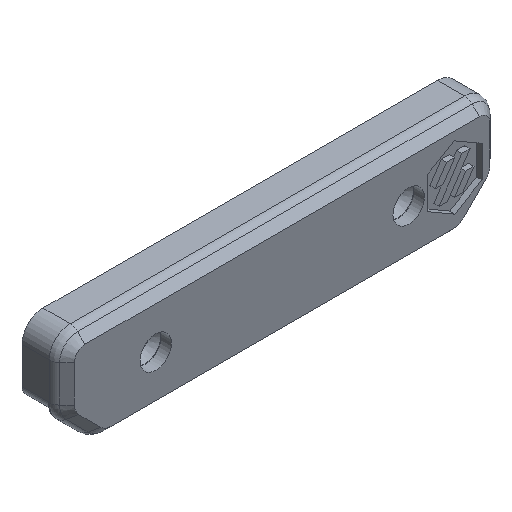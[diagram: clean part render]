
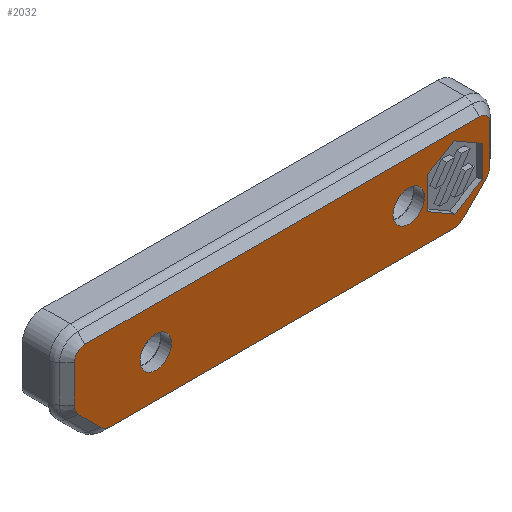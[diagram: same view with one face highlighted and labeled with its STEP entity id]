
A CAD part, isometric view. The second image highlights one B-rep face of the part: STEP entity #2032.
In plain terms, the highlighted planar face has unit normal (0, -1, 0).
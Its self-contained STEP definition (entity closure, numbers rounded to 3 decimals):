
#45=CIRCLE('',#2091,3.);
#54=CIRCLE('',#2104,2.8);
#56=CIRCLE('',#2108,2.8);
#62=CIRCLE('',#2120,2.);
#91=CIRCLE('',#2177,3.);
#100=CIRCLE('',#2190,2.8);
#102=CIRCLE('',#2194,2.8);
#108=CIRCLE('',#2206,2.);
#186=FACE_BOUND('',#417,.T.);
#187=FACE_BOUND('',#418,.T.);
#188=FACE_BOUND('',#419,.T.);
#292=FACE_OUTER_BOUND('',#416,.T.);
#416=EDGE_LOOP('',(#1709,#1710,#1711,#1712,#1713,#1714,#1715,#1716,#1717,
#1718,#1719,#1720));
#417=EDGE_LOOP('',(#1721,#1722,#1723,#1724,#1725,#1726));
#418=EDGE_LOOP('',(#1727));
#419=EDGE_LOOP('',(#1728));
#460=LINE('',#2960,#648);
#462=LINE('',#2964,#650);
#464=LINE('',#2968,#652);
#466=LINE('',#2972,#654);
#468=LINE('',#2976,#656);
#470=LINE('',#2979,#658);
#508=LINE('',#3087,#696);
#520=LINE('',#3123,#708);
#560=LINE('',#3303,#748);
#574=LINE('',#3341,#762);
#605=LINE('',#3478,#793);
#606=LINE('',#3479,#794);
#648=VECTOR('',#2311,10.);
#650=VECTOR('',#2315,10.);
#652=VECTOR('',#2319,10.);
#654=VECTOR('',#2323,10.);
#656=VECTOR('',#2327,10.);
#658=VECTOR('',#2331,10.);
#696=VECTOR('',#2437,10.);
#708=VECTOR('',#2473,10.);
#748=VECTOR('',#2661,10.);
#762=VECTOR('',#2699,10.);
#793=VECTOR('',#2850,10.);
#794=VECTOR('',#2851,10.);
#835=VERTEX_POINT('',#2957);
#836=VERTEX_POINT('',#2959);
#837=VERTEX_POINT('',#2963);
#838=VERTEX_POINT('',#2967);
#839=VERTEX_POINT('',#2971);
#840=VERTEX_POINT('',#2975);
#857=VERTEX_POINT('',#3041);
#873=VERTEX_POINT('',#3077);
#874=VERTEX_POINT('',#3079);
#876=VERTEX_POINT('',#3085);
#878=VERTEX_POINT('',#3091);
#888=VERTEX_POINT('',#3122);
#890=VERTEX_POINT('',#3128);
#926=VERTEX_POINT('',#3258);
#942=VERTEX_POINT('',#3294);
#943=VERTEX_POINT('',#3296);
#945=VERTEX_POINT('',#3302);
#947=VERTEX_POINT('',#3308);
#957=VERTEX_POINT('',#3339);
#959=VERTEX_POINT('',#3345);
#1018=EDGE_CURVE('',#836,#835,#460,.T.);
#1020=EDGE_CURVE('',#837,#836,#462,.T.);
#1022=EDGE_CURVE('',#838,#837,#464,.T.);
#1024=EDGE_CURVE('',#839,#838,#466,.T.);
#1026=EDGE_CURVE('',#840,#839,#468,.T.);
#1028=EDGE_CURVE('',#835,#840,#470,.T.);
#1057=EDGE_CURVE('',#857,#857,#45,.T.);
#1074=EDGE_CURVE('',#873,#874,#54,.T.);
#1078=EDGE_CURVE('',#876,#873,#508,.T.);
#1081=EDGE_CURVE('',#878,#876,#56,.T.);
#1096=EDGE_CURVE('',#874,#888,#520,.T.);
#1099=EDGE_CURVE('',#888,#890,#62,.T.);
#1159=EDGE_CURVE('',#926,#926,#91,.T.);
#1176=EDGE_CURVE('',#943,#942,#100,.T.);
#1179=EDGE_CURVE('',#945,#943,#560,.T.);
#1182=EDGE_CURVE('',#947,#945,#102,.T.);
#1199=EDGE_CURVE('',#942,#957,#574,.T.);
#1202=EDGE_CURVE('',#957,#959,#108,.T.);
#1263=EDGE_CURVE('',#890,#959,#605,.T.);
#1264=EDGE_CURVE('',#947,#878,#606,.T.);
#1709=ORIENTED_EDGE('',*,*,#1263,.F.);
#1710=ORIENTED_EDGE('',*,*,#1099,.F.);
#1711=ORIENTED_EDGE('',*,*,#1096,.F.);
#1712=ORIENTED_EDGE('',*,*,#1074,.F.);
#1713=ORIENTED_EDGE('',*,*,#1078,.F.);
#1714=ORIENTED_EDGE('',*,*,#1081,.F.);
#1715=ORIENTED_EDGE('',*,*,#1264,.F.);
#1716=ORIENTED_EDGE('',*,*,#1182,.T.);
#1717=ORIENTED_EDGE('',*,*,#1179,.T.);
#1718=ORIENTED_EDGE('',*,*,#1176,.T.);
#1719=ORIENTED_EDGE('',*,*,#1199,.T.);
#1720=ORIENTED_EDGE('',*,*,#1202,.T.);
#1721=ORIENTED_EDGE('',*,*,#1018,.T.);
#1722=ORIENTED_EDGE('',*,*,#1028,.T.);
#1723=ORIENTED_EDGE('',*,*,#1026,.T.);
#1724=ORIENTED_EDGE('',*,*,#1024,.T.);
#1725=ORIENTED_EDGE('',*,*,#1022,.T.);
#1726=ORIENTED_EDGE('',*,*,#1020,.T.);
#1727=ORIENTED_EDGE('',*,*,#1057,.T.);
#1728=ORIENTED_EDGE('',*,*,#1159,.F.);
#1918=PLANE('',#2263);
#2032=ADVANCED_FACE('',(#292,#186,#187,#188),#1918,.F.);
#2091=AXIS2_PLACEMENT_3D('',#3042,#2396,#2397);
#2104=AXIS2_PLACEMENT_3D('',#3080,#2430,#2431);
#2108=AXIS2_PLACEMENT_3D('',#3093,#2443,#2444);
#2120=AXIS2_PLACEMENT_3D('',#3129,#2479,#2480);
#2177=AXIS2_PLACEMENT_3D('',#3259,#2621,#2622);
#2190=AXIS2_PLACEMENT_3D('',#3297,#2655,#2656);
#2194=AXIS2_PLACEMENT_3D('',#3309,#2667,#2668);
#2206=AXIS2_PLACEMENT_3D('',#3347,#2705,#2706);
#2263=AXIS2_PLACEMENT_3D('',#3477,#2848,#2849);
#2311=DIRECTION('',(0.,0.,-1.));
#2315=DIRECTION('',(0.866,0.,-0.5));
#2319=DIRECTION('',(0.866,0.,0.5));
#2323=DIRECTION('',(0.,0.,1.));
#2327=DIRECTION('',(-0.866,0.,0.5));
#2331=DIRECTION('',(-0.866,0.,-0.5));
#2396=DIRECTION('center_axis',(0.,1.,0.));
#2397=DIRECTION('ref_axis',(1.,0.,0.));
#2430=DIRECTION('center_axis',(0.,1.,0.));
#2431=DIRECTION('ref_axis',(-0.924,0.,-0.383));
#2437=DIRECTION('',(-0.707,0.,0.707));
#2443=DIRECTION('center_axis',(0.,1.,0.));
#2444=DIRECTION('ref_axis',(-0.383,0.,-0.924));
#2473=DIRECTION('',(0.,0.,1.));
#2479=DIRECTION('center_axis',(0.,1.,0.));
#2480=DIRECTION('ref_axis',(-0.707,0.,0.707));
#2621=DIRECTION('center_axis',(0.,-1.,0.));
#2622=DIRECTION('ref_axis',(-1.,0.,0.));
#2655=DIRECTION('center_axis',(0.,-1.,0.));
#2656=DIRECTION('ref_axis',(0.924,0.,-0.383));
#2661=DIRECTION('',(0.707,0.,0.707));
#2667=DIRECTION('center_axis',(0.,-1.,0.));
#2668=DIRECTION('ref_axis',(0.383,0.,-0.924));
#2699=DIRECTION('',(0.,0.,1.));
#2705=DIRECTION('center_axis',(0.,-1.,0.));
#2706=DIRECTION('ref_axis',(0.707,0.,0.707));
#2848=DIRECTION('center_axis',(0.,1.,0.));
#2849=DIRECTION('ref_axis',(1.,0.,0.));
#2850=DIRECTION('',(1.,0.,0.));
#2851=DIRECTION('',(-1.,0.,0.));
#2957=CARTESIAN_POINT('',(79.718,0.,7.307));
#2959=CARTESIAN_POINT('',(79.718,0.,13.356));
#2960=CARTESIAN_POINT('',(79.718,0.,6.416));
#2963=CARTESIAN_POINT('',(74.479,0.,16.38));
#2964=CARTESIAN_POINT('',(67.739,0.,20.271));
#2967=CARTESIAN_POINT('',(69.241,0.,13.356));
#2968=CARTESIAN_POINT('',(59.11,0.,7.507));
#2971=CARTESIAN_POINT('',(69.241,0.,7.307));
#2972=CARTESIAN_POINT('',(69.241,0.,6.416));
#2975=CARTESIAN_POINT('',(74.479,0.,4.283));
#2976=CARTESIAN_POINT('',(62.501,0.,11.199));
#2979=CARTESIAN_POINT('',(64.348,0.,-1.567));
#3041=CARTESIAN_POINT('',(14.5,0.,10.));
#3042=CARTESIAN_POINT('Origin',(17.5,0.,10.));
#3077=CARTESIAN_POINT('',(2.82,0.,7.008));
#3079=CARTESIAN_POINT('',(2.,0.,8.988));
#3080=CARTESIAN_POINT('Origin',(4.8,0.,8.988));
#3085=CARTESIAN_POINT('',(7.008,0.,2.82));
#3087=CARTESIAN_POINT('',(17.289,0.,-7.461));
#3091=CARTESIAN_POINT('',(8.988,0.,2.));
#3093=CARTESIAN_POINT('Origin',(8.988,0.,4.8));
#3122=CARTESIAN_POINT('',(2.,0.,16.));
#3123=CARTESIAN_POINT('',(2.,0.,4.75));
#3128=CARTESIAN_POINT('',(4.,0.,18.));
#3129=CARTESIAN_POINT('Origin',(4.,0.,16.));
#3258=CARTESIAN_POINT('',(68.728,0.,10.));
#3259=CARTESIAN_POINT('Origin',(65.728,0.,10.));
#3294=CARTESIAN_POINT('',(81.228,0.,8.988));
#3296=CARTESIAN_POINT('',(80.408,0.,7.008));
#3297=CARTESIAN_POINT('Origin',(78.428,0.,8.988));
#3302=CARTESIAN_POINT('',(76.22,0.,2.82));
#3303=CARTESIAN_POINT('',(65.939,0.,-7.461));
#3308=CARTESIAN_POINT('',(74.24,0.,2.));
#3309=CARTESIAN_POINT('Origin',(74.24,0.,4.8));
#3339=CARTESIAN_POINT('',(81.228,0.,16.));
#3341=CARTESIAN_POINT('',(81.228,0.,4.75));
#3345=CARTESIAN_POINT('',(79.228,0.,18.));
#3347=CARTESIAN_POINT('Origin',(79.228,0.,16.));
#3477=CARTESIAN_POINT('Origin',(45.,0.,2.5));
#3478=CARTESIAN_POINT('',(25.938,0.,18.));
#3479=CARTESIAN_POINT('',(36.5,0.,2.));
